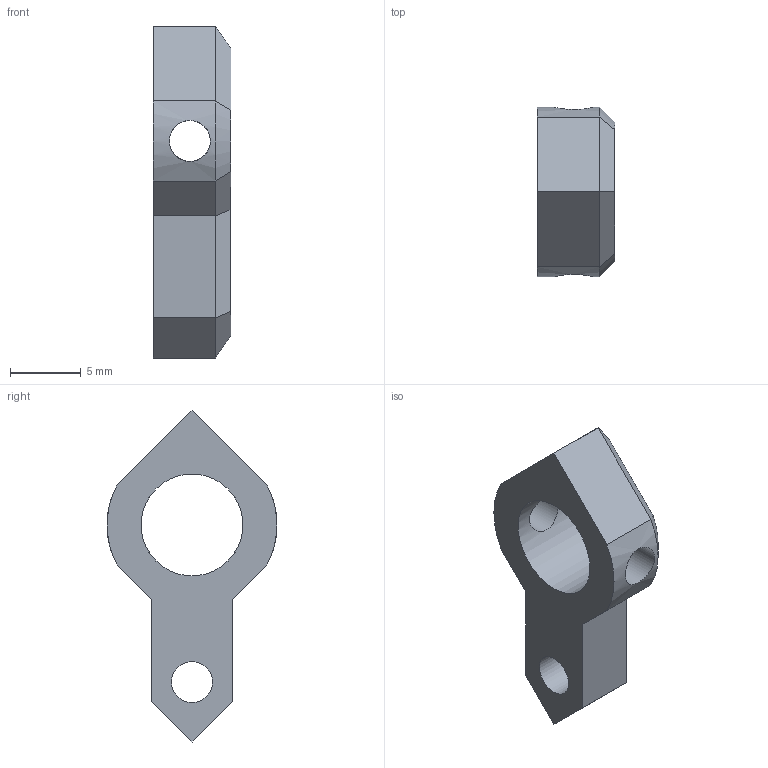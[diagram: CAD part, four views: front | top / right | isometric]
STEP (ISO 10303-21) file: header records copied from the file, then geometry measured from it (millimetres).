
FILE_DESCRIPTION(/* description */ (''),/* implementation_level */ '2;1');
FILE_NAME(/* name */ '22_Selector_Switch.step',/* time_stamp */ '2023-08-25T22:12:53+01:00',/* author */ (''),/* organization */ (''),/* preprocessor_version */ 'ST-DEVELOPER v20',/* originating_system */ 'Autodesk Translation Framework v12.9.0.99',/* authorisation */ '');
FILE_SCHEMA (('AUTOMOTIVE_DESIGN { 1 0 10303 214 3 1 1 }'));
Length unit declared in the file: millimetre
Products named in the file (1): 22. Selector Switch (1)
Bounding box: 5.5 x 12 x 23.45 mm (x, y, z)
Volume: 566.4 mm3; surface area: 692.7 mm2
Topology: 1 solids, 1 shells, 26 faces, 62 edges, 38 vertices
Faces by surface type: plane 18, cylinder 6, cone 2
Full cylindrical faces by diameter (mm): 2.9 x3, 7.2 x1
Entity records: 912 total; most frequent: CARTESIAN_POINT 267, ORIENTED_EDGE 124, DIRECTION 118, EDGE_CURVE 62, LINE 44, VECTOR 44, VERTEX_POINT 38, AXIS2_PLACEMENT_3D 37
